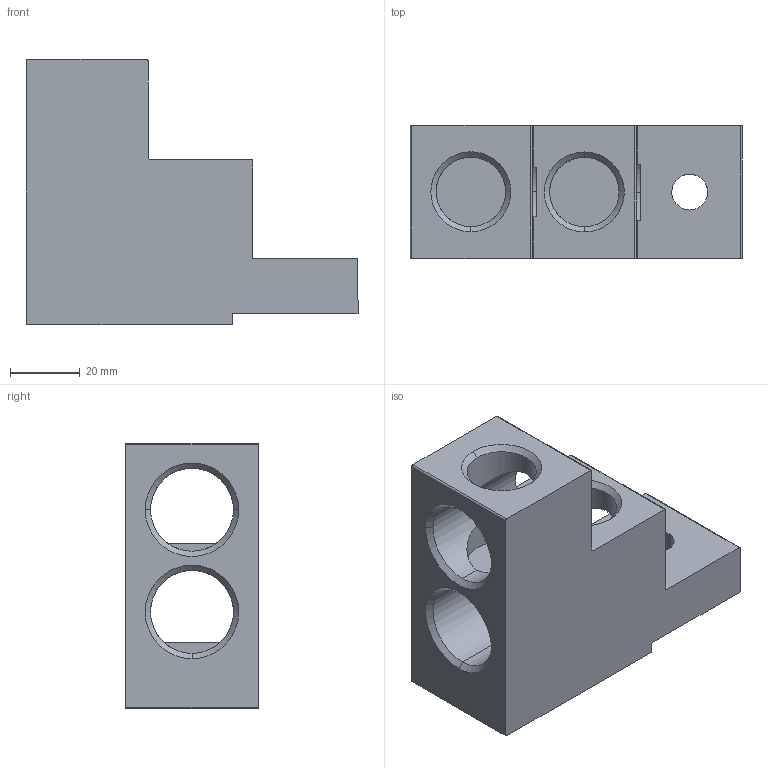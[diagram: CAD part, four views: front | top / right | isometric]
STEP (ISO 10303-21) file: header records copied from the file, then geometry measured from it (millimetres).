
FILE_DESCRIPTION (( 'STEP AP214' ), '1' );
FILE_NAME ('39543060.step', '2016-05-09T12:27:16', ( '' ), ( '' ), 'SwSTEP 2.0', 'SolidWorks 2015', '' );
FILE_SCHEMA (( 'AUTOMOTIVE_DESIGN' ));
Length unit declared in the file: inch
Products named in the file (1): 39543060
Bounding box: 95.2 x 38.1 x 76.2 mm (x, y, z)
Volume: 119852.1 mm3; surface area: 28438.9 mm2
Topology: 1 solids, 1 shells, 47 faces, 137 edges, 88 vertices
Faces by surface type: cylinder 23, plane 16, cone 8
Entity records: 2031 total; most frequent: CARTESIAN_POINT 705, ORIENTED_EDGE 274, DIRECTION 273, EDGE_CURVE 137, AXIS2_PLACEMENT_3D 100, VERTEX_POINT 88, VECTOR 73, LINE 73
